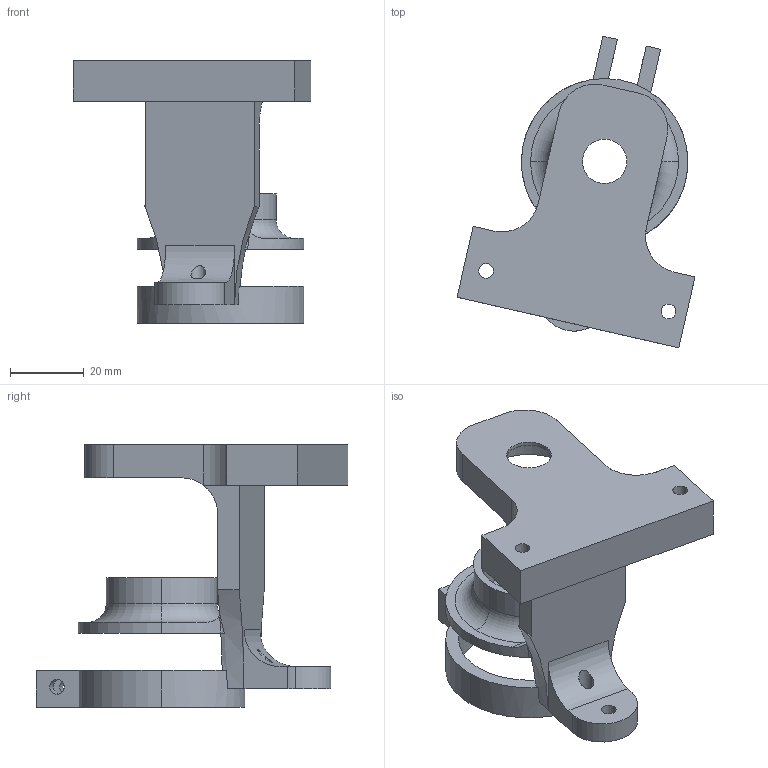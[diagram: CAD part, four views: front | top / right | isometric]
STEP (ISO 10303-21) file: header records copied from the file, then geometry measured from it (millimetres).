
FILE_DESCRIPTION (( 'STEP AP203' ), '1' );
FILE_NAME ('knee.STEP', '2019-02-15T16:51:17', ( '' ), ( '' ), 'SwSTEP 2.0', 'SolidWorks 2016', '' );
FILE_SCHEMA (( 'CONFIG_CONTROL_DESIGN' ));
Length unit declared in the file: millimetre
Products named in the file (1): knee
Bounding box: 64.29 x 84.32 x 71.08 mm (x, y, z)
Volume: 44193.2 mm3; surface area: 21283.7 mm2
Topology: 1 solids, 1 shells, 87 faces, 241 edges, 157 vertices
Faces by surface type: cylinder 45, plane 37, bspline 3, torus 2
Entity records: 3147 total; most frequent: CARTESIAN_POINT 761, DIRECTION 495, ORIENTED_EDGE 482, EDGE_CURVE 241, AXIS2_PLACEMENT_3D 185, VERTEX_POINT 157, LINE 125, VECTOR 125
